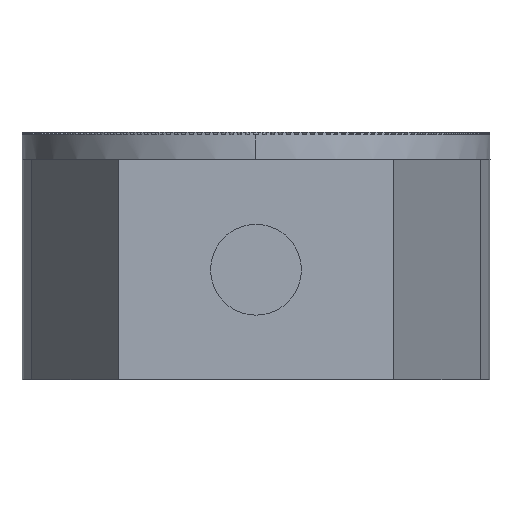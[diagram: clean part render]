
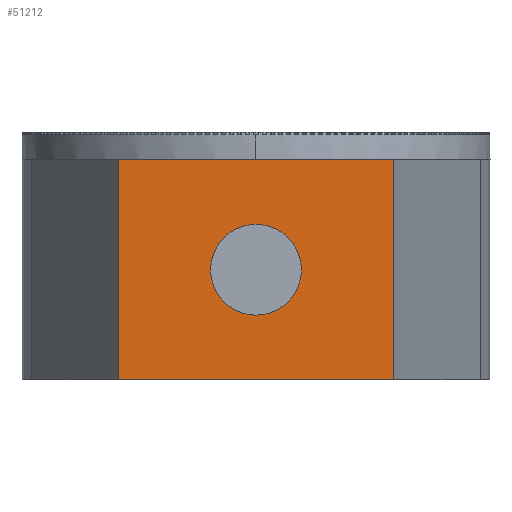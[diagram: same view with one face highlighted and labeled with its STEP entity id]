
A CAD part, front view. The second image highlights one B-rep face of the part: STEP entity #51212.
In plain terms, the highlighted face is planar.
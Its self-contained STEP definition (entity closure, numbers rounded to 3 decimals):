
#70 = CARTESIAN_POINT ( 'NONE',  ( 5., 0., 13. ) ) ;
#315 = VERTEX_POINT ( 'NONE', #58023 ) ;
#1088 = ORIENTED_EDGE ( 'NONE', *, *, #11850, .T. ) ;
#1223 = VERTEX_POINT ( 'NONE', #51791 ) ;
#2917 = DIRECTION ( 'NONE',  ( 1., 0., 0. ) ) ;
#5553 = PLANE ( 'NONE',  #27015 ) ;
#8314 = DIRECTION ( 'NONE',  ( 0., -1., 0. ) ) ;
#9091 = EDGE_LOOP ( 'NONE', ( #47274, #62279, #14397, #1088 ) ) ;
#9176 = CARTESIAN_POINT ( 'NONE',  ( 5., 8., 13. ) ) ;
#9436 = LINE ( 'NONE', #23583, #17852 ) ;
#10809 = CARTESIAN_POINT ( 'NONE',  ( 5., 8., 13. ) ) ;
#11850 = EDGE_CURVE ( 'NONE', #315, #54563, #47758, .T. ) ;
#12197 = EDGE_LOOP ( 'NONE', ( #38122, #45605 ) ) ;
#12222 = DIRECTION ( 'NONE',  ( 0., 0., 1. ) ) ;
#13003 = VERTEX_POINT ( 'NONE', #70 ) ;
#14397 = ORIENTED_EDGE ( 'NONE', *, *, #55173, .F. ) ;
#14620 = DIRECTION ( 'NONE',  ( 0., -1., 0. ) ) ;
#17852 = VECTOR ( 'NONE', #18460, 1000. ) ;
#18460 = DIRECTION ( 'NONE',  ( 1., 0., 0. ) ) ;
#22263 = VECTOR ( 'NONE', #14620, 1000. ) ;
#23125 = EDGE_CURVE ( 'NONE', #1223, #27686, #48842, .T. ) ;
#23583 = CARTESIAN_POINT ( 'NONE',  ( -5., 8., 13. ) ) ;
#24526 = CARTESIAN_POINT ( 'NONE',  ( -5., 0., 13. ) ) ;
#24527 = FACE_BOUND ( 'NONE', #12197, .T. ) ;
#25134 = DIRECTION ( 'NONE',  ( 0., 0., -1. ) ) ;
#27015 = AXIS2_PLACEMENT_3D ( 'NONE', #54949, #25134, #44697 ) ;
#27686 = VERTEX_POINT ( 'NONE', #54302 ) ;
#28333 = CIRCLE ( 'NONE', #61147, 1.65 ) ;
#32385 = CARTESIAN_POINT ( 'NONE',  ( -5., 8., 13. ) ) ;
#32529 = VECTOR ( 'NONE', #8314, 1000. ) ;
#33985 = CARTESIAN_POINT ( 'NONE',  ( -5., 0., 13. ) ) ;
#38122 = ORIENTED_EDGE ( 'NONE', *, *, #23125, .F. ) ;
#40759 = EDGE_CURVE ( 'NONE', #27686, #1223, #28333, .T. ) ;
#41750 = CARTESIAN_POINT ( 'NONE',  ( 0., 4., 13. ) ) ;
#41859 = EDGE_CURVE ( 'NONE', #63141, #13003, #57945, .T. ) ;
#44697 = DIRECTION ( 'NONE',  ( -1., 0., 0. ) ) ;
#45605 = ORIENTED_EDGE ( 'NONE', *, *, #40759, .F. ) ;
#47274 = ORIENTED_EDGE ( 'NONE', *, *, #54710, .T. ) ;
#47758 = LINE ( 'NONE', #32385, #32529 ) ;
#48842 = CIRCLE ( 'NONE', #60124, 1.65 ) ;
#49504 = FACE_OUTER_BOUND ( 'NONE', #9091, .T. ) ;
#49558 = VECTOR ( 'NONE', #61709, 1000. ) ;
#51212 = ADVANCED_FACE ( 'NONE', ( #24527, #49504 ), #5553, .F. ) ;
#51680 = DIRECTION ( 'NONE',  ( 0., 0., 1. ) ) ;
#51791 = CARTESIAN_POINT ( 'NONE',  ( 1.65, 4., 13. ) ) ;
#54302 = CARTESIAN_POINT ( 'NONE',  ( -1.65, 4., 13. ) ) ;
#54563 = VERTEX_POINT ( 'NONE', #24526 ) ;
#54710 = EDGE_CURVE ( 'NONE', #54563, #13003, #62876, .T. ) ;
#54949 = CARTESIAN_POINT ( 'NONE',  ( -5., 8., 13. ) ) ;
#55173 = EDGE_CURVE ( 'NONE', #315, #63141, #9436, .T. ) ;
#56185 = CARTESIAN_POINT ( 'NONE',  ( 0., 4., 13. ) ) ;
#57458 = DIRECTION ( 'NONE',  ( 1., 0., 0. ) ) ;
#57945 = LINE ( 'NONE', #9176, #22263 ) ;
#58023 = CARTESIAN_POINT ( 'NONE',  ( -5., 8., 13. ) ) ;
#60124 = AXIS2_PLACEMENT_3D ( 'NONE', #41750, #51680, #57458 ) ;
#61147 = AXIS2_PLACEMENT_3D ( 'NONE', #56185, #12222, #2917 ) ;
#61709 = DIRECTION ( 'NONE',  ( 1., 0., 0. ) ) ;
#62279 = ORIENTED_EDGE ( 'NONE', *, *, #41859, .F. ) ;
#62876 = LINE ( 'NONE', #33985, #49558 ) ;
#63141 = VERTEX_POINT ( 'NONE', #10809 ) ;
